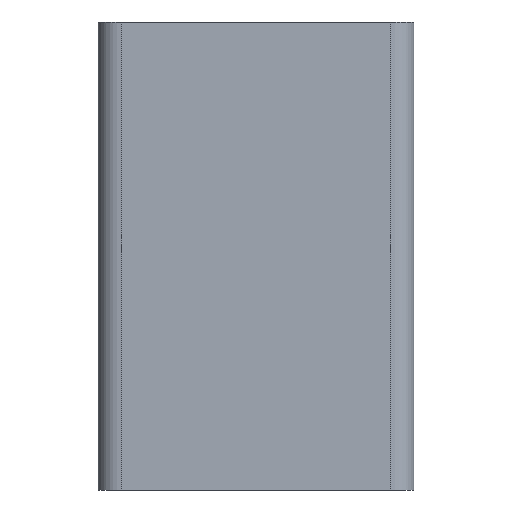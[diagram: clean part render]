
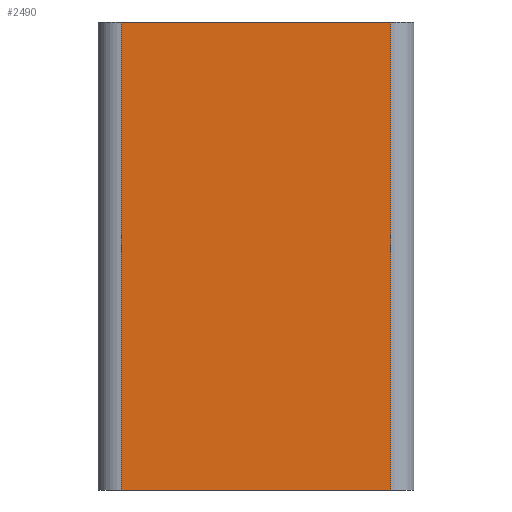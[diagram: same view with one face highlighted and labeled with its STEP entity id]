
A CAD part, front view. The second image highlights one B-rep face of the part: STEP entity #2490.
In plain terms, the highlighted planar face has unit normal (0, -1, 0).
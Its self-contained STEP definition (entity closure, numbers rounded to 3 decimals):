
#1895=CARTESIAN_POINT('',(23.,-11.5,-40.0));
#1896=VERTEX_POINT('',#1895);
#1904=CARTESIAN_POINT('',(-23.0,-11.5,-40.0));
#1905=VERTEX_POINT('',#1904);
#1906=CARTESIAN_POINT('',(-23.0,-11.5,-40.0));
#1907=DIRECTION('',(1.0,0.0,0.0));
#1908=VECTOR('',#1907,46.0);
#1909=LINE('',#1906,#1908);
#1910=EDGE_CURVE('',#1905,#1896,#1909,.T.);
#2447=CARTESIAN_POINT('',(23.,-11.5,40.0));
#2448=VERTEX_POINT('',#2447);
#2456=CARTESIAN_POINT('',(23.,-11.5,-40.0));
#2457=DIRECTION('',(0.0,0.0,1.0));
#2458=VECTOR('',#2457,80.0);
#2459=LINE('',#2456,#2458);
#2460=EDGE_CURVE('',#1896,#2448,#2459,.T.);
#2467=CARTESIAN_POINT('',(23.,-11.5,0.0));
#2468=DIRECTION('',(0.0,-1.0,0.0));
#2469=DIRECTION('',(0.0,0.0,-1.0));
#2470=AXIS2_PLACEMENT_3D('',#2467,#2468,#2469);
#2471=PLANE('',#2470);
#2472=CARTESIAN_POINT('',(-23.0,-11.5,40.0));
#2473=VERTEX_POINT('',#2472);
#2474=CARTESIAN_POINT('',(23.,-11.5,40.0));
#2475=DIRECTION('',(-1.0,0.0,0.0));
#2476=VECTOR('',#2475,46.0);
#2477=LINE('',#2474,#2476);
#2478=EDGE_CURVE('',#2448,#2473,#2477,.T.);
#2479=ORIENTED_EDGE('',*,*,#2478,.T.);
#2480=CARTESIAN_POINT('',(-23.0,-11.5,-40.0));
#2481=DIRECTION('',(0.0,0.0,1.0));
#2482=VECTOR('',#2481,80.0);
#2483=LINE('',#2480,#2482);
#2484=EDGE_CURVE('',#1905,#2473,#2483,.T.);
#2485=ORIENTED_EDGE('',*,*,#2484,.F.);
#2486=ORIENTED_EDGE('',*,*,#1910,.T.);
#2487=ORIENTED_EDGE('',*,*,#2460,.T.);
#2488=EDGE_LOOP('',(#2479,#2485,#2486,#2487));
#2489=FACE_OUTER_BOUND('',#2488,.T.);
#2490=ADVANCED_FACE('',(#2489),#2471,.T.);
